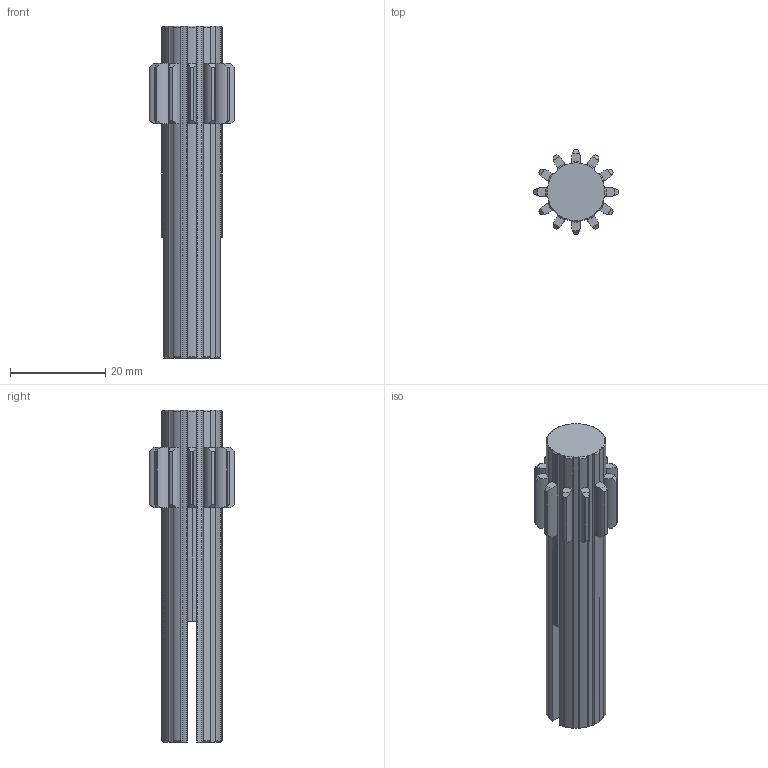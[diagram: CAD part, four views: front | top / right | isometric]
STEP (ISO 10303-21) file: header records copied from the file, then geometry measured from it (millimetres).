
FILE_DESCRIPTION (( 'STEP AP203' ), '1' );
FILE_NAME ('am-3018b 12T CIM Shaft Gear.STEP', '2019-09-05T13:03:51', ( '' ), ( '' ), 'SwSTEP 2.0', 'SolidWorks 2019', '' );
FILE_SCHEMA (( 'CONFIG_CONTROL_DESIGN' ));
Length unit declared in the file: inch
Products named in the file (1): am-3018b 12T CIM Shaft Gear
Bounding box: 17.78 x 17.78 x 69.85 mm (x, y, z)
Volume: 7134.6 mm3; surface area: 4818.4 mm2
Topology: 1 solids, 1 shells, 195 faces, 580 edges, 385 vertices
Faces by surface type: cylinder 111, cone 51, plane 33
Entity records: 6967 total; most frequent: CARTESIAN_POINT 1563, DIRECTION 1178, ORIENTED_EDGE 1156, EDGE_CURVE 578, AXIS2_PLACEMENT_3D 512, VERTEX_POINT 385, CIRCLE 316, FACE_OUTER_BOUND 195
